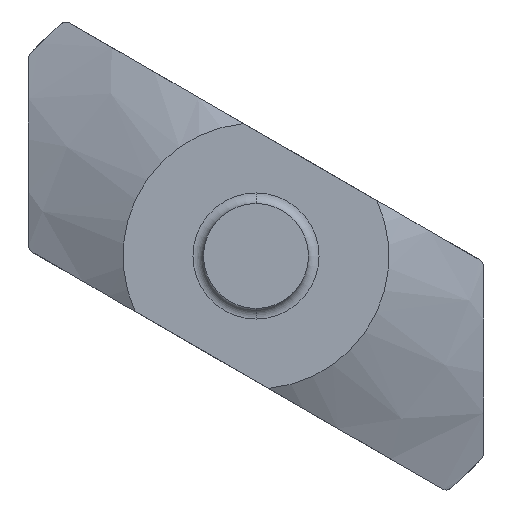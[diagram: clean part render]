
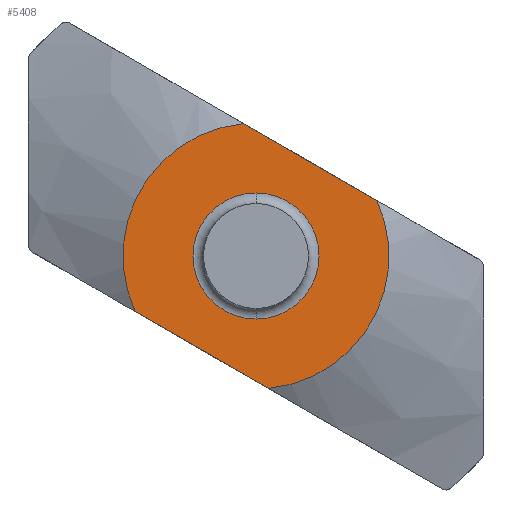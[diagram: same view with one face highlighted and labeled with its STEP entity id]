
A CAD part, front view. The second image highlights one B-rep face of the part: STEP entity #5408.
In plain terms, the highlighted planar face has unit normal (0, -1, 0).
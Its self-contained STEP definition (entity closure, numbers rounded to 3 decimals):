
#93 = VECTOR ( 'NONE', #4616, 1000. ) ;
#421 = CARTESIAN_POINT ( 'NONE',  ( -0.449, -9.052, 4.805 ) ) ;
#501 = CARTESIAN_POINT ( 'NONE',  ( 0., -9.052, 0. ) ) ;
#542 = CIRCLE ( 'NONE', #2366, 4.826 ) ;
#659 = DIRECTION ( 'NONE',  ( 0., 1., 0. ) ) ;
#847 = VERTEX_POINT ( 'NONE', #2107 ) ;
#893 = CARTESIAN_POINT ( 'NONE',  ( -1.968, -9.052, -3.41 ) ) ;
#1596 = AXIS2_PLACEMENT_3D ( 'NONE', #2051, #9350, #8567 ) ;
#1771 = CIRCLE ( 'NONE', #4558, 2.286 ) ;
#2033 = VERTEX_POINT ( 'NONE', #2260 ) ;
#2051 = CARTESIAN_POINT ( 'NONE',  ( 0., -9.052, 0. ) ) ;
#2092 = ORIENTED_EDGE ( 'NONE', *, *, #5004, .T. ) ;
#2107 = CARTESIAN_POINT ( 'NONE',  ( 4.386, -9.052, 2.014 ) ) ;
#2201 = VERTEX_POINT ( 'NONE', #6988 ) ;
#2260 = CARTESIAN_POINT ( 'NONE',  ( 0., -9.052, 2.286 ) ) ;
#2331 = DIRECTION ( 'NONE',  ( 0., -1., 0. ) ) ;
#2366 = AXIS2_PLACEMENT_3D ( 'NONE', #501, #6465, #9276 ) ;
#2829 = CARTESIAN_POINT ( 'NONE',  ( 0., -9.052, 0. ) ) ;
#2908 = EDGE_CURVE ( 'NONE', #2033, #8584, #4540, .T. ) ;
#3307 = AXIS2_PLACEMENT_3D ( 'NONE', #4382, #659, #8028 ) ;
#4096 = ORIENTED_EDGE ( 'NONE', *, *, #7397, .T. ) ;
#4382 = CARTESIAN_POINT ( 'NONE',  ( -1.905, -9.052, 0. ) ) ;
#4540 = CIRCLE ( 'NONE', #1596, 2.286 ) ;
#4558 = AXIS2_PLACEMENT_3D ( 'NONE', #2829, #5788, #7548 ) ;
#4570 = LINE ( 'NONE', #893, #93 ) ;
#4616 = DIRECTION ( 'NONE',  ( 0.866, 0., -0.5 ) ) ;
#4873 = LINE ( 'NONE', #6362, #8072 ) ;
#5004 = EDGE_CURVE ( 'NONE', #7595, #2201, #542, .T. ) ;
#5151 = VERTEX_POINT ( 'NONE', #5216 ) ;
#5216 = CARTESIAN_POINT ( 'NONE',  ( 0.449, -9.052, -4.805 ) ) ;
#5408 = ADVANCED_FACE ( 'NONE', ( #5920, #8718 ), #8862, .F. ) ;
#5788 = DIRECTION ( 'NONE',  ( 0., 1., 0. ) ) ;
#5920 = FACE_BOUND ( 'NONE', #9090, .T. ) ;
#6052 = CARTESIAN_POINT ( 'NONE',  ( 0., -9.052, 0. ) ) ;
#6305 = CARTESIAN_POINT ( 'NONE',  ( 0., -9.052, -2.286 ) ) ;
#6362 = CARTESIAN_POINT ( 'NONE',  ( 0.54, -9.052, 4.234 ) ) ;
#6465 = DIRECTION ( 'NONE',  ( 0., -1., 0. ) ) ;
#6568 = EDGE_CURVE ( 'NONE', #8584, #2033, #1771, .T. ) ;
#6781 = EDGE_LOOP ( 'NONE', ( #7229, #7497, #2092, #4096 ) ) ;
#6988 = CARTESIAN_POINT ( 'NONE',  ( -4.386, -9.052, -2.014 ) ) ;
#7229 = ORIENTED_EDGE ( 'NONE', *, *, #7394, .T. ) ;
#7394 = EDGE_CURVE ( 'NONE', #5151, #847, #7460, .T. ) ;
#7397 = EDGE_CURVE ( 'NONE', #2201, #5151, #4570, .T. ) ;
#7460 = CIRCLE ( 'NONE', #8234, 4.826 ) ;
#7497 = ORIENTED_EDGE ( 'NONE', *, *, #7996, .T. ) ;
#7548 = DIRECTION ( 'NONE',  ( 0., 0., -1. ) ) ;
#7595 = VERTEX_POINT ( 'NONE', #421 ) ;
#7771 = ORIENTED_EDGE ( 'NONE', *, *, #6568, .T. ) ;
#7996 = EDGE_CURVE ( 'NONE', #847, #7595, #4873, .T. ) ;
#8028 = DIRECTION ( 'NONE',  ( 0., 0., -1. ) ) ;
#8072 = VECTOR ( 'NONE', #9403, 1000. ) ;
#8212 = DIRECTION ( 'NONE',  ( 0., 0., 1. ) ) ;
#8234 = AXIS2_PLACEMENT_3D ( 'NONE', #6052, #2331, #8212 ) ;
#8567 = DIRECTION ( 'NONE',  ( 0., 0., -1. ) ) ;
#8584 = VERTEX_POINT ( 'NONE', #6305 ) ;
#8718 = FACE_OUTER_BOUND ( 'NONE', #6781, .T. ) ;
#8862 = PLANE ( 'NONE',  #3307 ) ;
#9041 = ORIENTED_EDGE ( 'NONE', *, *, #2908, .T. ) ;
#9090 = EDGE_LOOP ( 'NONE', ( #7771, #9041 ) ) ;
#9276 = DIRECTION ( 'NONE',  ( 0., 0., 1. ) ) ;
#9350 = DIRECTION ( 'NONE',  ( 0., 1., 0. ) ) ;
#9403 = DIRECTION ( 'NONE',  ( -0.866, 0., 0.5 ) ) ;
